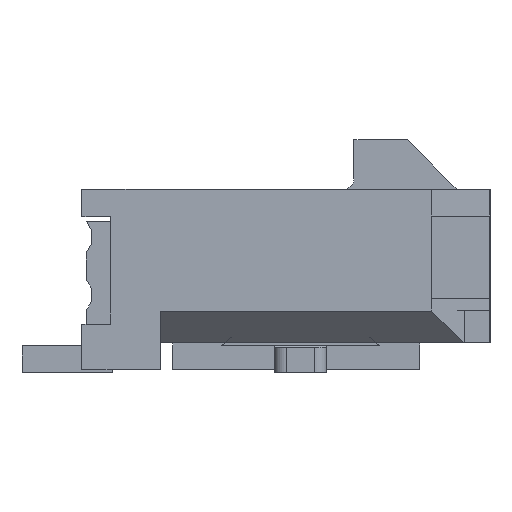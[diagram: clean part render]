
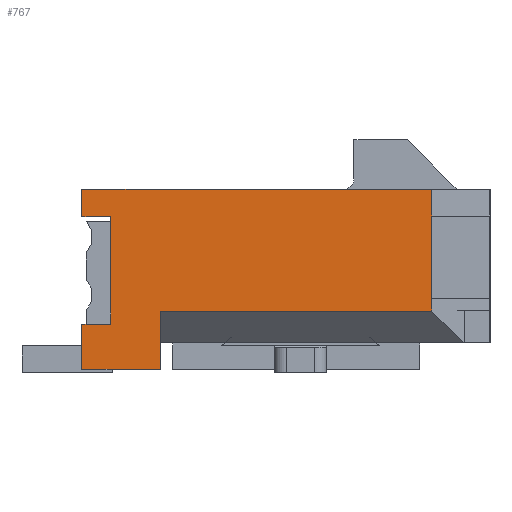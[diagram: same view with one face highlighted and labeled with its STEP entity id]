
A CAD part, left-side view. The second image highlights one B-rep face of the part: STEP entity #767.
In plain terms, the highlighted planar face has unit normal (-1, 0, 0).
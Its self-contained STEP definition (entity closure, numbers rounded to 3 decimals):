
#767 = ADVANCED_FACE( '', ( #1758 ), #1759, .T. );
#1758 = FACE_OUTER_BOUND( '', #3050, .T. );
#1759 = PLANE( '', #3051 );
#3050 = EDGE_LOOP( '', ( #4897, #4898, #4899, #4900, #4901, #4902, #4903, #4904, #4905, #4906, #4907, #4908 ) );
#3051 = AXIS2_PLACEMENT_3D( '', #4909, #4910, #4911 );
#4897 = ORIENTED_EDGE( '', *, *, #8636, .T. );
#4898 = ORIENTED_EDGE( '', *, *, #8637, .T. );
#4899 = ORIENTED_EDGE( '', *, *, #8638, .T. );
#4900 = ORIENTED_EDGE( '', *, *, #8639, .T. );
#4901 = ORIENTED_EDGE( '', *, *, #8478, .F. );
#4902 = ORIENTED_EDGE( '', *, *, #8608, .T. );
#4903 = ORIENTED_EDGE( '', *, *, #8320, .F. );
#4904 = ORIENTED_EDGE( '', *, *, #8640, .F. );
#4905 = ORIENTED_EDGE( '', *, *, #8641, .F. );
#4906 = ORIENTED_EDGE( '', *, *, #8642, .T. );
#4907 = ORIENTED_EDGE( '', *, *, #8643, .T. );
#4908 = ORIENTED_EDGE( '', *, *, #8644, .T. );
#4909 = CARTESIAN_POINT( '', ( -19.825, 0., 0. ) );
#4910 = DIRECTION( '', ( -1., 0., 0. ) );
#4911 = DIRECTION( '', ( 0., 0., 1. ) );
#8320 = EDGE_CURVE( '', #10078, #10080, #10081, .T. );
#8478 = EDGE_CURVE( '', #10370, #10372, #10373, .T. );
#8608 = EDGE_CURVE( '', #10370, #10080, #10586, .T. );
#8636 = EDGE_CURVE( '', #10630, #10631, #10632, .T. );
#8637 = EDGE_CURVE( '', #10631, #10633, #10634, .T. );
#8638 = EDGE_CURVE( '', #10633, #10635, #10636, .T. );
#8639 = EDGE_CURVE( '', #10635, #10372, #10637, .T. );
#8640 = EDGE_CURVE( '', #10638, #10078, #10639, .T. );
#8641 = EDGE_CURVE( '', #10640, #10638, #10641, .T. );
#8642 = EDGE_CURVE( '', #10640, #10642, #10643, .T. );
#8643 = EDGE_CURVE( '', #10642, #10644, #10645, .T. );
#8644 = EDGE_CURVE( '', #10644, #10630, #10646, .T. );
#10078 = VERTEX_POINT( '', #12607 );
#10080 = VERTEX_POINT( '', #12610 );
#10081 = LINE( '', #12611, #12612 );
#10370 = VERTEX_POINT( '', #13042 );
#10372 = VERTEX_POINT( '', #13045 );
#10373 = LINE( '', #13046, #13047 );
#10586 = LINE( '', #13364, #13365 );
#10630 = VERTEX_POINT( '', #13429 );
#10631 = VERTEX_POINT( '', #13430 );
#10632 = LINE( '', #13431, #13432 );
#10633 = VERTEX_POINT( '', #13433 );
#10634 = LINE( '', #13434, #13435 );
#10635 = VERTEX_POINT( '', #13436 );
#10636 = LINE( '', #13437, #13438 );
#10637 = LINE( '', #13439, #13440 );
#10638 = VERTEX_POINT( '', #13441 );
#10639 = LINE( '', #13442, #13443 );
#10640 = VERTEX_POINT( '', #13444 );
#10641 = LINE( '', #13445, #13446 );
#10642 = VERTEX_POINT( '', #13447 );
#10643 = LINE( '', #13448, #13449 );
#10644 = VERTEX_POINT( '', #13450 );
#10645 = LINE( '', #13451, #13452 );
#10646 = LINE( '', #13453, #13454 );
#12607 = CARTESIAN_POINT( '', ( -19.825, -3.536, -0.465 ) );
#12610 = CARTESIAN_POINT( '', ( -19.825, -3.536, -0.771 ) );
#12611 = CARTESIAN_POINT( '', ( -19.825, -3.536, 0. ) );
#12612 = VECTOR( '', #15760, 1000. );
#13042 = CARTESIAN_POINT( '', ( -19.825, 3.05, -0.771 ) );
#13045 = CARTESIAN_POINT( '', ( -19.825, 3.05, -2.185 ) );
#13046 = CARTESIAN_POINT( '', ( -19.825, 3.05, -2.185 ) );
#13047 = VECTOR( '', #15909, 1000. );
#13364 = CARTESIAN_POINT( '', ( -19.825, 3.05, -0.771 ) );
#13365 = VECTOR( '', #16017, 1000. );
#13429 = CARTESIAN_POINT( '', ( -19.825, 4.25, 1.515 ) );
#13430 = CARTESIAN_POINT( '', ( -19.825, 4.25, -1.085 ) );
#13431 = CARTESIAN_POINT( '', ( -19.825, 4.25, 0. ) );
#13432 = VECTOR( '', #16038, 1000. );
#13433 = CARTESIAN_POINT( '', ( -19.825, 4.95, -1.085 ) );
#13434 = CARTESIAN_POINT( '', ( -19.825, 0., -1.085 ) );
#13435 = VECTOR( '', #16039, 1000. );
#13436 = CARTESIAN_POINT( '', ( -19.825, 4.95, -2.185 ) );
#13437 = CARTESIAN_POINT( '', ( -19.825, 4.95, 2.185 ) );
#13438 = VECTOR( '', #16040, 1000. );
#13439 = CARTESIAN_POINT( '', ( -19.825, 4.95, -2.185 ) );
#13440 = VECTOR( '', #16041, 1000. );
#13441 = CARTESIAN_POINT( '', ( -19.825, -3.536, 1.535 ) );
#13442 = CARTESIAN_POINT( '', ( -19.825, -3.536, 1.535 ) );
#13443 = VECTOR( '', #16042, 1000. );
#13444 = CARTESIAN_POINT( '', ( -19.825, -3.536, 2.185 ) );
#13445 = CARTESIAN_POINT( '', ( -19.825, -3.536, 0. ) );
#13446 = VECTOR( '', #16043, 1000. );
#13447 = CARTESIAN_POINT( '', ( -19.825, 4.95, 2.185 ) );
#13448 = CARTESIAN_POINT( '', ( -19.825, -4.95, 2.185 ) );
#13449 = VECTOR( '', #16044, 1000. );
#13450 = CARTESIAN_POINT( '', ( -19.825, 4.95, 1.515 ) );
#13451 = CARTESIAN_POINT( '', ( -19.825, 4.95, 2.185 ) );
#13452 = VECTOR( '', #16045, 1000. );
#13453 = CARTESIAN_POINT( '', ( -19.825, 0., 1.515 ) );
#13454 = VECTOR( '', #16046, 1000. );
#15760 = DIRECTION( '', ( 0., 0., -1. ) );
#15909 = DIRECTION( '', ( 0., 0., -1. ) );
#16017 = DIRECTION( '', ( 0., -1., 0. ) );
#16038 = DIRECTION( '', ( 0., 0., -1. ) );
#16039 = DIRECTION( '', ( 0., 1., 0. ) );
#16040 = DIRECTION( '', ( 0., 0., -1. ) );
#16041 = DIRECTION( '', ( 0., -1., 0. ) );
#16042 = DIRECTION( '', ( 0., 0., -1. ) );
#16043 = DIRECTION( '', ( 0., 0., -1. ) );
#16044 = DIRECTION( '', ( 0., 1., 0. ) );
#16045 = DIRECTION( '', ( 0., 0., -1. ) );
#16046 = DIRECTION( '', ( 0., -1., 0. ) );
